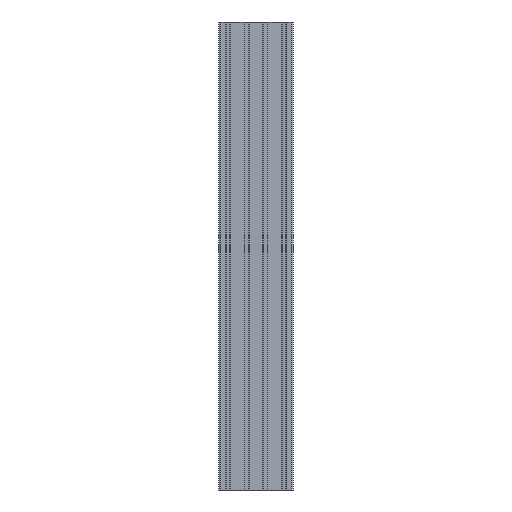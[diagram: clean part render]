
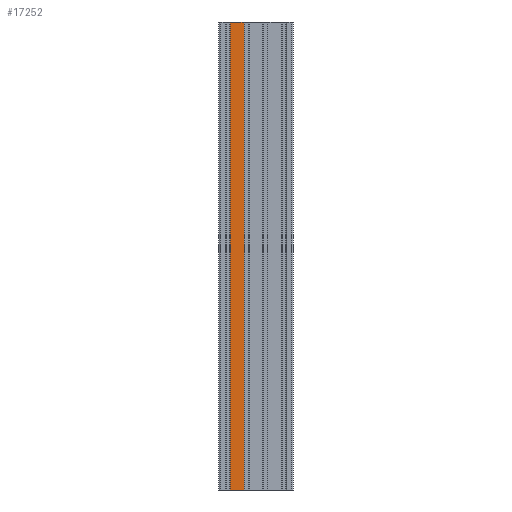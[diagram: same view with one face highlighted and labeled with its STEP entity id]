
A CAD part, left-side view. The second image highlights one B-rep face of the part: STEP entity #17252.
In plain terms, the highlighted planar face has unit normal (-1, 0, 0).
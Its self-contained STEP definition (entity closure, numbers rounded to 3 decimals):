
#477 = EDGE_CURVE ( 'NONE', #4976, #19058, #10537, .T. ) ;
#927 = CARTESIAN_POINT ( 'NONE',  ( -20., 0., 0. ) ) ;
#1114 = DIRECTION ( 'NONE',  ( 0., 1., 0. ) ) ;
#1205 = CARTESIAN_POINT ( 'NONE',  ( -20., -34.6, 0. ) ) ;
#1371 = VECTOR ( 'NONE', #3220, 1000. ) ;
#1857 = CARTESIAN_POINT ( 'NONE',  ( -20., 0., 1000. ) ) ;
#1869 = ORIENTED_EDGE ( 'NONE', *, *, #18553, .T. ) ;
#2190 = FACE_OUTER_BOUND ( 'NONE', #3828, .T. ) ;
#3036 = EDGE_CURVE ( 'NONE', #17456, #6001, #12726, .T. ) ;
#3220 = DIRECTION ( 'NONE',  ( 0., 1., 0. ) ) ;
#3828 = EDGE_LOOP ( 'NONE', ( #17064, #16988, #16015, #1869 ) ) ;
#4009 = DIRECTION ( 'NONE',  ( 0., 0., -1. ) ) ;
#4011 = EDGE_CURVE ( 'NONE', #4976, #17456, #11502, .T. ) ;
#4976 = VERTEX_POINT ( 'NONE', #11026 ) ;
#6001 = VERTEX_POINT ( 'NONE', #6378 ) ;
#6378 = CARTESIAN_POINT ( 'NONE',  ( -20., -5.4, 0. ) ) ;
#8765 = CARTESIAN_POINT ( 'NONE',  ( -20., -34.6, 1000. ) ) ;
#9585 = AXIS2_PLACEMENT_3D ( 'NONE', #10878, #18585, #14085 ) ;
#10537 = LINE ( 'NONE', #1857, #1371 ) ;
#10878 = CARTESIAN_POINT ( 'NONE',  ( -20., 0., 1000. ) ) ;
#11004 = CARTESIAN_POINT ( 'NONE',  ( -20., -5.4, 1000. ) ) ;
#11026 = CARTESIAN_POINT ( 'NONE',  ( -20., -34.6, 1000. ) ) ;
#11224 = LINE ( 'NONE', #15507, #14296 ) ;
#11502 = LINE ( 'NONE', #8765, #17789 ) ;
#11693 = DIRECTION ( 'NONE',  ( 0., 0., -1. ) ) ;
#12434 = PLANE ( 'NONE',  #9585 ) ;
#12726 = LINE ( 'NONE', #927, #14683 ) ;
#14085 = DIRECTION ( 'NONE',  ( 0., 0., 1. ) ) ;
#14296 = VECTOR ( 'NONE', #4009, 1000. ) ;
#14683 = VECTOR ( 'NONE', #1114, 1000. ) ;
#15507 = CARTESIAN_POINT ( 'NONE',  ( -20., -5.4, 1000. ) ) ;
#16015 = ORIENTED_EDGE ( 'NONE', *, *, #477, .T. ) ;
#16988 = ORIENTED_EDGE ( 'NONE', *, *, #4011, .F. ) ;
#17064 = ORIENTED_EDGE ( 'NONE', *, *, #3036, .F. ) ;
#17252 = ADVANCED_FACE ( 'NONE', ( #2190 ), #12434, .T. ) ;
#17456 = VERTEX_POINT ( 'NONE', #1205 ) ;
#17789 = VECTOR ( 'NONE', #11693, 1000. ) ;
#18553 = EDGE_CURVE ( 'NONE', #19058, #6001, #11224, .T. ) ;
#18585 = DIRECTION ( 'NONE',  ( -1., 0., 0. ) ) ;
#19058 = VERTEX_POINT ( 'NONE', #11004 ) ;
